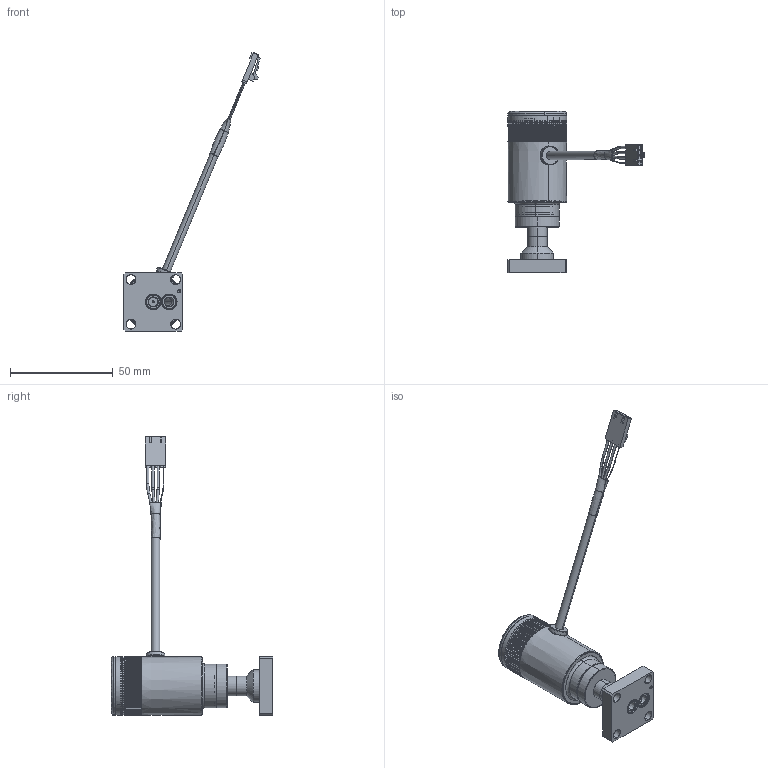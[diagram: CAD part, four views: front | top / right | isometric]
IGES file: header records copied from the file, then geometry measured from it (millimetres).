
Start section: SolidWorks IGES file using analytic representation for surfaces
Global section: file name: GID-Y-CS-L.IGS; native system: SolidWorks 2017; preprocessor: SolidWorks 2017; author: cfehr; date: 190315.141155; units: inch
Bounding box: 66.3 x 78.57 x 135.68 mm (x, y, z)
Surface area: 23545.9 mm2 (no closed solid volume)
Topology: 0 solids, 0 shells, 1817 faces, 15422 edges, 15346 vertices
Faces by surface type: bspline 1379, revolution 438
